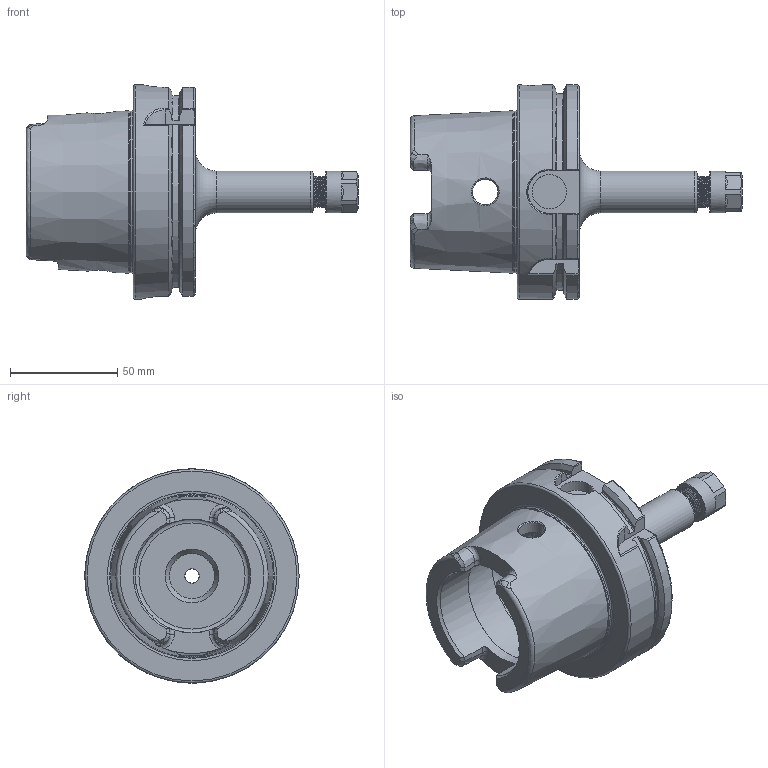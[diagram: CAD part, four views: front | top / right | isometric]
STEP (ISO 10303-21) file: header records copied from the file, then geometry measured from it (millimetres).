
FILE_DESCRIPTION(/* description */ (''),/* implementation_level */ '2;1');
FILE_NAME(/* name */ 'HSK100A-SX06-105 v1.step',/* time_stamp */ '2023-10-16T10:17:46-05:00',/* author */ (''),/* organization */ (''),/* preprocessor_version */ 'ST-DEVELOPER v20',/* originating_system */ 'Autodesk Translation Framework v12.9.0.99',/* authorisation */ '');
FILE_SCHEMA (('AUTOMOTIVE_DESIGN { 1 0 10303 214 3 1 1 }'));
Length unit declared in the file: millimetre
Products named in the file (2): HSK100A-SX06-105; NUT SXN-06 H
Assembly tree (1 placements, depth 2):
  HSK100A-SX06-105
    NUT SXN-06 H
Bounding box: 155 x 100 x 100 mm (x, y, z)
Volume: 271165.8 mm3; surface area: 58249.1 mm2
Topology: 2 solids, 2 shells, 298 faces, 798 edges, 514 vertices
Faces by surface type: cylinder 117, plane 79, bspline 50, cone 29, torus 23
Full cylindrical faces by diameter (mm): 6.779 x14, 8.17 x7, 8.2 x1, 8.8 x1, 10 x1, 11 x1, 12 x2, 13.741 x10, 14.5 x1, 14.884 x11, 15.8 x1, 16 x1, 16.2 x1, 19.5 x2, 21 x1, 26 x1, 53 x2, 63 x1, 75.519 x1, 100 x1
Entity records: 18449 total; most frequent: CARTESIAN_POINT 11691, ORIENTED_EDGE 1596, DIRECTION 1118, EDGE_CURVE 798, VERTEX_POINT 514, AXIS2_PLACEMENT_3D 423, EDGE_LOOP 316, B_SPLINE_CURVE_WITH_KNOTS 311
